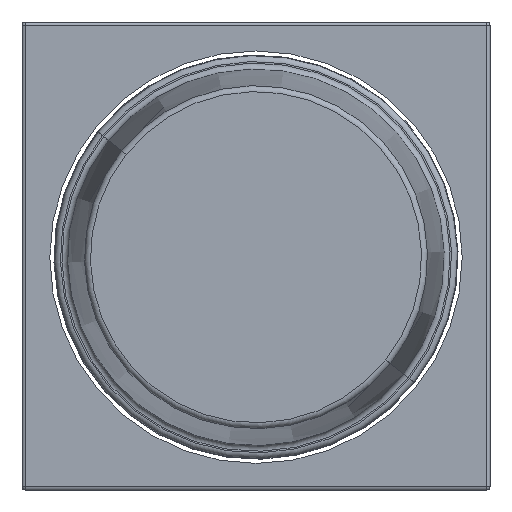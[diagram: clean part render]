
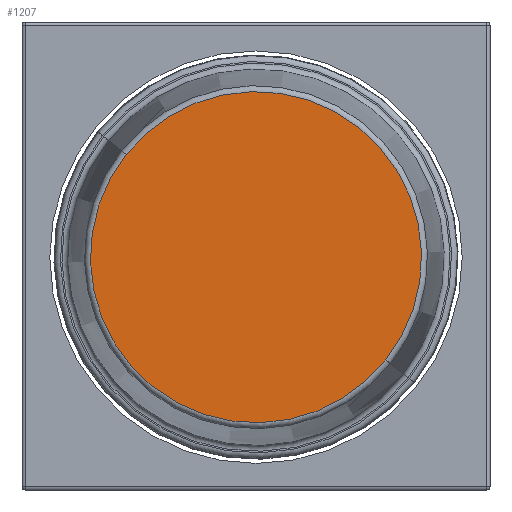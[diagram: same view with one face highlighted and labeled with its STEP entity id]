
A CAD part, front view. The second image highlights one B-rep face of the part: STEP entity #1207.
In plain terms, the highlighted planar face has unit normal (0, -1, 0).
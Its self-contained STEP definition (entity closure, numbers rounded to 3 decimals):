
#19 = DIRECTION ( 'NONE',  ( 0., -1., 0. ) ) ;
#40 = AXIS2_PLACEMENT_3D ( 'NONE', #1308, #1993, #1667 ) ;
#128 = VERTEX_POINT ( 'NONE', #161 ) ;
#161 = CARTESIAN_POINT ( 'NONE',  ( -41.744, 0., 0. ) ) ;
#428 = CARTESIAN_POINT ( 'NONE',  ( 0., 0., 0. ) ) ;
#488 = DIRECTION ( 'NONE',  ( 1., 0., 0. ) ) ;
#623 = ORIENTED_EDGE ( 'NONE', *, *, #941, .T. ) ;
#941 = EDGE_CURVE ( 'NONE', #1911, #128, #1961, .T. ) ;
#971 = CIRCLE ( 'NONE', #1661, 41.744 ) ;
#998 = CARTESIAN_POINT ( 'NONE',  ( 41.744, 0., 0. ) ) ;
#1000 = PLANE ( 'NONE',  #40 ) ;
#1165 = EDGE_CURVE ( 'NONE', #128, #1911, #971, .T. ) ;
#1170 = EDGE_LOOP ( 'NONE', ( #623, #1844 ) ) ;
#1207 = ADVANCED_FACE ( 'NONE', ( #1211 ), #1000, .T. ) ;
#1211 = FACE_OUTER_BOUND ( 'NONE', #1170, .T. ) ;
#1308 = CARTESIAN_POINT ( 'NONE',  ( -43.187, 0., 0. ) ) ;
#1325 = DIRECTION ( 'NONE',  ( 0., -1., 0. ) ) ;
#1356 = DIRECTION ( 'NONE',  ( 1., 0., 0. ) ) ;
#1442 = CARTESIAN_POINT ( 'NONE',  ( 0., 0., 0. ) ) ;
#1661 = AXIS2_PLACEMENT_3D ( 'NONE', #1442, #1325, #1356 ) ;
#1667 = DIRECTION ( 'NONE',  ( 1., 0., 0. ) ) ;
#1844 = ORIENTED_EDGE ( 'NONE', *, *, #1165, .T. ) ;
#1911 = VERTEX_POINT ( 'NONE', #998 ) ;
#1939 = AXIS2_PLACEMENT_3D ( 'NONE', #428, #19, #488 ) ;
#1961 = CIRCLE ( 'NONE', #1939, 41.744 ) ;
#1993 = DIRECTION ( 'NONE',  ( 0., -1., 0. ) ) ;
